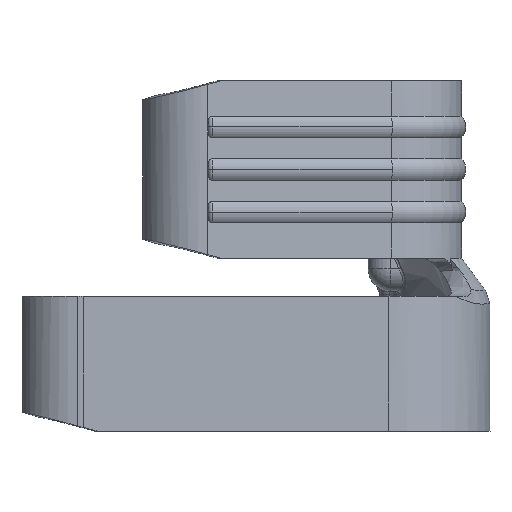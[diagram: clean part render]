
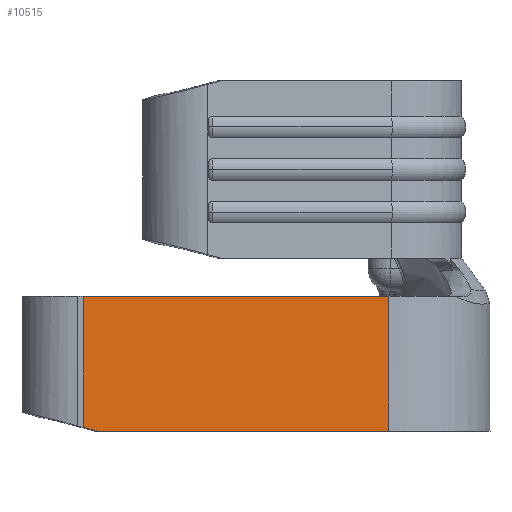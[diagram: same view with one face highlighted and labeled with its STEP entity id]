
A CAD part, left-side view. The second image highlights one B-rep face of the part: STEP entity #10515.
In plain terms, the highlighted planar face has unit normal (-0.995, -0.098, 0).
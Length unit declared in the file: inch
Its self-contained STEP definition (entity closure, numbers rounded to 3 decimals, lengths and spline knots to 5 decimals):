
#49 = ORIENTED_EDGE ( 'NONE', *, *, #8883, .F. ) ;
#422 = LINE ( 'NONE', #6767, #7100 ) ;
#464 = CARTESIAN_POINT ( 'NONE',  ( -0.44862, -0.00672, -0.0285 ) ) ;
#501 = VERTEX_POINT ( 'NONE', #7538 ) ;
#1204 = DIRECTION ( 'NONE',  ( 0., 0., -1. ) ) ;
#1341 = EDGE_CURVE ( 'NONE', #6237, #9410, #1981, .T. ) ;
#1464 = LINE ( 'NONE', #2255, #8389 ) ;
#1536 = VERTEX_POINT ( 'NONE', #1880 ) ;
#1880 = CARTESIAN_POINT ( 'NONE',  ( -0.44862, -0.00672, -0.1235 ) ) ;
#1981 = LINE ( 'NONE', #464, #8392 ) ;
#2255 = CARTESIAN_POINT ( 'NONE',  ( -0.47373, 0.24882, -0.1101 ) ) ;
#2287 = CARTESIAN_POINT ( 'NONE',  ( -0.44862, -0.00672, -0.0285 ) ) ;
#2294 = EDGE_CURVE ( 'NONE', #9410, #501, #5502, .T. ) ;
#2421 = DIRECTION ( 'NONE',  ( -0.098, 0.995, 0. ) ) ;
#3093 = ORIENTED_EDGE ( 'NONE', *, *, #1341, .T. ) ;
#3099 = LINE ( 'NONE', #7448, #3360 ) ;
#3276 = VECTOR ( 'NONE', #1204, 39.37008 ) ;
#3360 = VECTOR ( 'NONE', #2421, 39.37008 ) ;
#3478 = VERTEX_POINT ( 'NONE', #5762 ) ;
#3958 = DIRECTION ( 'NONE',  ( 0.098, -0.995, 0. ) ) ;
#4223 = DIRECTION ( 'NONE',  ( 0., 0., -1. ) ) ;
#4903 = AXIS2_PLACEMENT_3D ( 'NONE', #2287, #8991, #3958 ) ;
#5502 = LINE ( 'NONE', #6196, #3276 ) ;
#5762 = CARTESIAN_POINT ( 'NONE',  ( -0.46884, 0.19905, -0.1235 ) ) ;
#6196 = CARTESIAN_POINT ( 'NONE',  ( -0.4698, 0.20888, -0.0285 ) ) ;
#6237 = VERTEX_POINT ( 'NONE', #7380 ) ;
#6313 = DIRECTION ( 'NONE',  ( -0.098, 0.995, 0. ) ) ;
#6767 = CARTESIAN_POINT ( 'NONE',  ( -0.44862, -0.00672, -0.0285 ) ) ;
#7100 = VECTOR ( 'NONE', #4223, 39.37008 ) ;
#7380 = CARTESIAN_POINT ( 'NONE',  ( -0.44862, -0.00672, -0.0285 ) ) ;
#7448 = CARTESIAN_POINT ( 'NONE',  ( -0.44862, -0.00672, -0.1235 ) ) ;
#7458 = EDGE_LOOP ( 'NONE', ( #49, #9022, #10824, #3093, #9712 ) ) ;
#7538 = CARTESIAN_POINT ( 'NONE',  ( -0.4698, 0.20888, -0.12085 ) ) ;
#7958 = CARTESIAN_POINT ( 'NONE',  ( -0.4698, 0.20888, -0.0285 ) ) ;
#8152 = PLANE ( 'NONE',  #4903 ) ;
#8389 = VECTOR ( 'NONE', #10597, 39.37008 ) ;
#8392 = VECTOR ( 'NONE', #6313, 39.37008 ) ;
#8404 = EDGE_CURVE ( 'NONE', #6237, #1536, #422, .T. ) ;
#8883 = EDGE_CURVE ( 'NONE', #3478, #501, #1464, .T. ) ;
#8991 = DIRECTION ( 'NONE',  ( -0.995, -0.098, 0. ) ) ;
#9022 = ORIENTED_EDGE ( 'NONE', *, *, #9588, .F. ) ;
#9410 = VERTEX_POINT ( 'NONE', #7958 ) ;
#9588 = EDGE_CURVE ( 'NONE', #1536, #3478, #3099, .T. ) ;
#9625 = FACE_OUTER_BOUND ( 'NONE', #7458, .T. ) ;
#9712 = ORIENTED_EDGE ( 'NONE', *, *, #2294, .T. ) ;
#10515 = ADVANCED_FACE ( 'NONE', ( #9625 ), #8152, .T. ) ;
#10597 = DIRECTION ( 'NONE',  ( -0.094, 0.961, 0.259 ) ) ;
#10824 = ORIENTED_EDGE ( 'NONE', *, *, #8404, .F. ) ;
